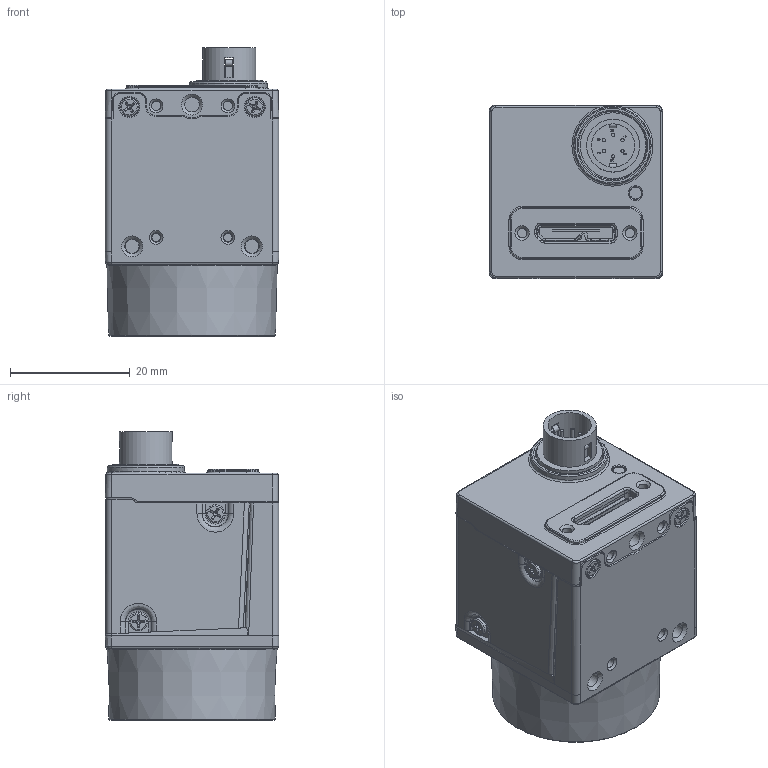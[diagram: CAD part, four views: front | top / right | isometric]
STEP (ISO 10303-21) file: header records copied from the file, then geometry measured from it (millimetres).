
FILE_DESCRIPTION(/* description */ (''),/* implementation_level */ '2;1');
FILE_NAME(/* name */ '00_Basler_ace_USB3_C-Mount.ipt.step',/* time_stamp */ '2022-11-29T07:36:40+01:00',/* author */ (''),/* organization */ (''),/* preprocessor_version */ 'ST-DEVELOPER v18.1',/* originating_system */ 'Autodesk Inventor 2022',/* authorisation */ '');
FILE_SCHEMA (('AUTOMOTIVE_DESIGN { 1 0 10303 214 3 1 1 }'));
Length unit declared in the file: millimetre
Products named in the file (1): 00_Basler_ace_USB3_C-Mount
Bounding box: 29 x 29 x 48.2 mm (x, y, z)
Volume: 25310 mm3; surface area: 8257.4 mm2
Topology: 3 solids, 18 shells, 1315 faces, 3806 edges, 2542 vertices
Faces by surface type: plane 831, cylinder 185, cone 120, bspline 95, torus 84
Full cylindrical faces by diameter (mm): 0.55 x6, 1.411 x7, 1.567 x6, 1.6 x3, 1.85 x8, 2.459 x3, 3 x7, 7.25 x1, 8.85 x1, 11 x1, 16 x1, 24.536 x1
Entity records: 48194 total; most frequent: CARTESIAN_POINT 12626, ORIENTED_EDGE 7606, DIRECTION 6498, EDGE_CURVE 3803, VERTEX_POINT 2546, LINE 2454, VECTOR 2454, AXIS2_PLACEMENT_3D 2022
